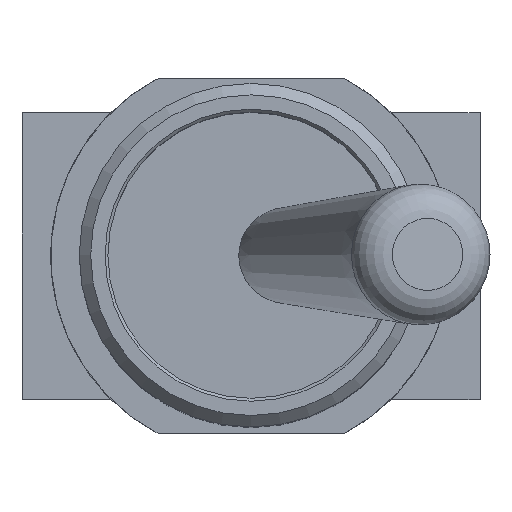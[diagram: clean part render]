
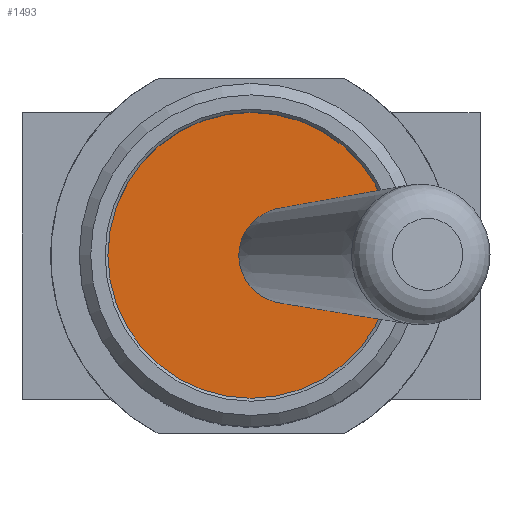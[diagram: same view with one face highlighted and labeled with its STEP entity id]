
A CAD part, top view. The second image highlights one B-rep face of the part: STEP entity #1493.
In plain terms, the highlighted planar face has unit normal (0, 0, 1).
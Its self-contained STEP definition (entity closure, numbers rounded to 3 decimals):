
#315=PLANE('',#1652);
#326=ELLIPSE('',#1513,0.858,0.839);
#340=FACE_BOUND('',#517,.T.);
#418=FACE_OUTER_BOUND('',#516,.T.);
#516=EDGE_LOOP('',(#1271));
#517=EDGE_LOOP('',(#1272));
#599=CIRCLE('',#1647,2.5);
#614=VERTEX_POINT('',#2139);
#723=VERTEX_POINT('',#2489);
#741=EDGE_CURVE('',#614,#614,#326,.T.);
#912=EDGE_CURVE('',#723,#723,#599,.T.);
#1271=ORIENTED_EDGE('',*,*,#912,.F.);
#1272=ORIENTED_EDGE('',*,*,#741,.T.);
#1493=ADVANCED_FACE('',(#418,#340),#315,.T.);
#1513=AXIS2_PLACEMENT_3D('',#2140,#1686,#1687);
#1647=AXIS2_PLACEMENT_3D('',#2490,#2061,#2062);
#1652=AXIS2_PLACEMENT_3D('',#2497,#2071,#2072);
#1686=DIRECTION('center_axis',(0.,0.,-1.));
#1687=DIRECTION('ref_axis',(1.,0.,0.));
#2061=DIRECTION('center_axis',(0.,0.,-1.));
#2062=DIRECTION('ref_axis',(-1.,0.,0.));
#2071=DIRECTION('center_axis',(0.,0.,1.));
#2072=DIRECTION('ref_axis',(1.,0.,0.));
#2139=CARTESIAN_POINT('',(-0.214,0.,12.5));
#2140=CARTESIAN_POINT('Origin',(0.644,0.,
12.5));
#2489=CARTESIAN_POINT('',(2.5,0.,12.5));
#2490=CARTESIAN_POINT('Origin',(0.,0.,12.5));
#2497=CARTESIAN_POINT('Origin',(0.,0.,
12.5));
